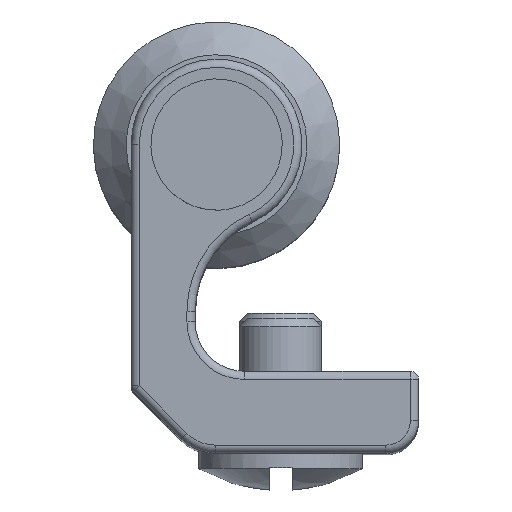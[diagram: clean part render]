
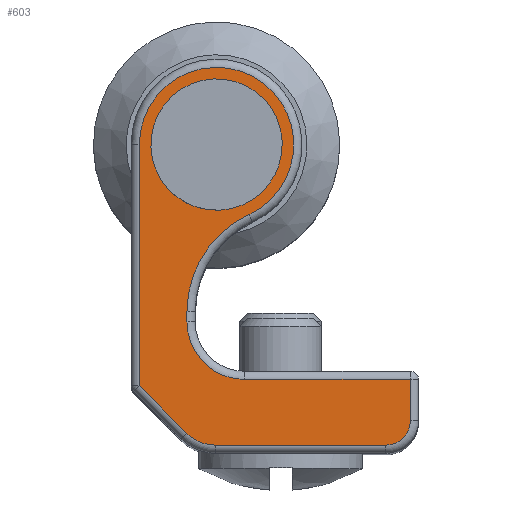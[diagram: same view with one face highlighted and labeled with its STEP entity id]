
A CAD part, top view. The second image highlights one B-rep face of the part: STEP entity #603.
In plain terms, the highlighted planar face has unit normal (0, 0, 1).
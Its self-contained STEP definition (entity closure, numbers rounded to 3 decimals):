
#603 = ADVANCED_FACE( '', ( #1412, #1413 ), #1414, .F. );
#1412 = FACE_OUTER_BOUND( '', #2682, .T. );
#1413 = FACE_BOUND( '', #2683, .T. );
#1414 = PLANE( '', #2684 );
#2682 = EDGE_LOOP( '', ( #5924, #5925, #5926, #5927, #5928, #5929, #5930, #5931, #5932, #5933, #5934 ) );
#2683 = EDGE_LOOP( '', ( #5935 ) );
#2684 = AXIS2_PLACEMENT_3D( '', #5936, #5937, #5938 );
#5924 = ORIENTED_EDGE( '', *, *, #7604, .T. );
#5925 = ORIENTED_EDGE( '', *, *, #7605, .T. );
#5926 = ORIENTED_EDGE( '', *, *, #7606, .T. );
#5927 = ORIENTED_EDGE( '', *, *, #7607, .T. );
#5928 = ORIENTED_EDGE( '', *, *, #7608, .T. );
#5929 = ORIENTED_EDGE( '', *, *, #7609, .T. );
#5930 = ORIENTED_EDGE( '', *, *, #7610, .T. );
#5931 = ORIENTED_EDGE( '', *, *, #7611, .T. );
#5932 = ORIENTED_EDGE( '', *, *, #7612, .T. );
#5933 = ORIENTED_EDGE( '', *, *, #7613, .T. );
#5934 = ORIENTED_EDGE( '', *, *, #7614, .T. );
#5935 = ORIENTED_EDGE( '', *, *, #7615, .F. );
#5936 = CARTESIAN_POINT( '', ( 10.868, -11.812, 0. ) );
#5937 = DIRECTION( '', ( 0., 0., -1. ) );
#5938 = DIRECTION( '', ( -1., 0., 0. ) );
#7604 = EDGE_CURVE( '', #9215, #9216, #9217, .T. );
#7605 = EDGE_CURVE( '', #9216, #9218, #9219, .F. );
#7606 = EDGE_CURVE( '', #9218, #9220, #9221, .F. );
#7607 = EDGE_CURVE( '', #9220, #9222, #9223, .F. );
#7608 = EDGE_CURVE( '', #9222, #9224, #9225, .F. );
#7609 = EDGE_CURVE( '', #9224, #9226, #9227, .F. );
#7610 = EDGE_CURVE( '', #9226, #9228, #9229, .F. );
#7611 = EDGE_CURVE( '', #9228, #9230, #9231, .F. );
#7612 = EDGE_CURVE( '', #9230, #9232, #9233, .F. );
#7613 = EDGE_CURVE( '', #9232, #9234, #9235, .T. );
#7614 = EDGE_CURVE( '', #9234, #9215, #9236, .F. );
#7615 = EDGE_CURVE( '', #9237, #9237, #9238, .T. );
#9215 = VERTEX_POINT( '', #11700 );
#9216 = VERTEX_POINT( '', #11701 );
#9217 = CIRCLE( '', #11702, 6.5 );
#9218 = VERTEX_POINT( '', #11703 );
#9219 = CIRCLE( '', #11704, 4.7 );
#9220 = VERTEX_POINT( '', #11705 );
#9221 = LINE( '', #11706, #11707 );
#9222 = VERTEX_POINT( '', #11708 );
#9223 = LINE( '', #11709, #11710 );
#9224 = VERTEX_POINT( '', #11711 );
#9225 = CIRCLE( '', #11712, 2.5 );
#9226 = VERTEX_POINT( '', #11713 );
#9227 = LINE( '', #11714, #11715 );
#9228 = VERTEX_POINT( '', #11716 );
#9229 = CIRCLE( '', #11717, 1.5 );
#9230 = VERTEX_POINT( '', #11718 );
#9231 = LINE( '', #11719, #11720 );
#9232 = VERTEX_POINT( '', #11721 );
#9233 = LINE( '', #11722, #11723 );
#9234 = VERTEX_POINT( '', #11724 );
#9235 = CIRCLE( '', #11725, 3.5 );
#9236 = LINE( '', #11726, #11727 );
#9237 = VERTEX_POINT( '', #11728 );
#9238 = CIRCLE( '', #11729, 3.05 );
#11700 = CARTESIAN_POINT( '', ( -1.232, -5.178, 0. ) );
#11701 = CARTESIAN_POINT( '', ( 2.54, 0.722, 0. ) );
#11702 = AXIS2_PLACEMENT_3D( '', #13838, #13839, #13840 );
#11703 = CARTESIAN_POINT( '', ( -4.132, 4.988, 0. ) );
#11704 = AXIS2_PLACEMENT_3D( '', #13841, #13842, #13843 );
#11705 = CARTESIAN_POINT( '', ( -4.132, -9.705, 0. ) );
#11706 = CARTESIAN_POINT( '', ( -4.132, -11.812, 0. ) );
#11707 = VECTOR( '', #13844, 1000. );
#11708 = CARTESIAN_POINT( '', ( -1.257, -12.58, 0. ) );
#11709 = CARTESIAN_POINT( '', ( 4.421, -18.258, 0. ) );
#11710 = VECTOR( '', #13845, 1000. );
#11711 = CARTESIAN_POINT( '', ( 0.51, -13.312, 0. ) );
#11712 = AXIS2_PLACEMENT_3D( '', #13846, #13847, #13848 );
#11713 = CARTESIAN_POINT( '', ( 10.868, -13.312, 0. ) );
#11714 = CARTESIAN_POINT( '', ( 10.868, -13.312, 0. ) );
#11715 = VECTOR( '', #13849, 1000. );
#11716 = CARTESIAN_POINT( '', ( 12.368, -11.812, 0. ) );
#11717 = AXIS2_PLACEMENT_3D( '', #13850, #13851, #13852 );
#11718 = CARTESIAN_POINT( '', ( 12.368, -9.312, 0. ) );
#11719 = CARTESIAN_POINT( '', ( 12.368, -11.812, 0. ) );
#11720 = VECTOR( '', #13853, 1000. );
#11721 = CARTESIAN_POINT( '', ( 2.268, -9.312, 0. ) );
#11722 = CARTESIAN_POINT( '', ( 10.868, -9.312, 0. ) );
#11723 = VECTOR( '', #13854, 1000. );
#11724 = CARTESIAN_POINT( '', ( -1.232, -5.812, 0. ) );
#11725 = AXIS2_PLACEMENT_3D( '', #13855, #13856, #13857 );
#11726 = CARTESIAN_POINT( '', ( -1.232, -11.812, 0. ) );
#11727 = VECTOR( '', #13858, 1000. );
#11728 = CARTESIAN_POINT( '', ( 3.618, 4.988, 0. ) );
#11729 = AXIS2_PLACEMENT_3D( '', #13859, #13860, #13861 );
#13838 = CARTESIAN_POINT( '', ( 5.268, -5.178, 0. ) );
#13839 = DIRECTION( '', ( 0., 0., -1. ) );
#13840 = DIRECTION( '', ( -1., 0., 0. ) );
#13841 = CARTESIAN_POINT( '', ( 0.568, 4.988, 0. ) );
#13842 = DIRECTION( '', ( 0., 0., -1. ) );
#13843 = DIRECTION( '', ( -1., 0., 0. ) );
#13844 = DIRECTION( '', ( 0., 1., 0. ) );
#13845 = DIRECTION( '', ( -0.707, 0.707, 0. ) );
#13846 = CARTESIAN_POINT( '', ( 0.51, -10.812, 0. ) );
#13847 = DIRECTION( '', ( 0., 0., -1. ) );
#13848 = DIRECTION( '', ( -1., 0., 0. ) );
#13849 = DIRECTION( '', ( -1., 0., 0. ) );
#13850 = CARTESIAN_POINT( '', ( 10.868, -11.812, 0. ) );
#13851 = DIRECTION( '', ( 0., 0., -1. ) );
#13852 = DIRECTION( '', ( -1., 0., 0. ) );
#13853 = DIRECTION( '', ( 0., -1., 0. ) );
#13854 = DIRECTION( '', ( 1., 0., 0. ) );
#13855 = CARTESIAN_POINT( '', ( 2.268, -5.812, 0. ) );
#13856 = DIRECTION( '', ( 0., 0., -1. ) );
#13857 = DIRECTION( '', ( -1., 0., 0. ) );
#13858 = DIRECTION( '', ( 0., -1., 0. ) );
#13859 = CARTESIAN_POINT( '', ( 0.568, 4.988, 0. ) );
#13860 = DIRECTION( '', ( 0., 0., 1. ) );
#13861 = DIRECTION( '', ( 1., 0., 0. ) );
